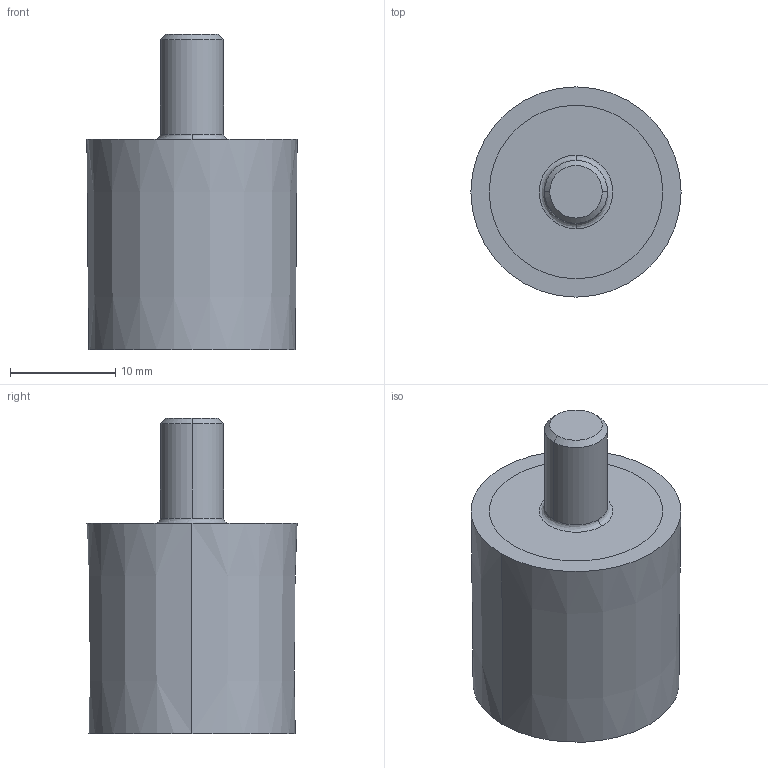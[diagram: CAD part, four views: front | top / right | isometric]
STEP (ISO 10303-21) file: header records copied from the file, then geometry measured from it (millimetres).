
FILE_DESCRIPTION (( 'STEP AP214' ), '1' );
FILE_NAME ('051dc552020mm0610.STEP', '2014-08-27T10:05:25', ( '' ), ( '' ), 'SwSTEP 2.0', 'SolidWorks 2014', '' );
FILE_SCHEMA (( 'AUTOMOTIVE_DESIGN' ));
Length unit declared in the file: millimetre
Products named in the file (1): 051dc552020mm0610
Bounding box: 20 x 20 x 30 mm (x, y, z)
Volume: 6455.7 mm3; surface area: 2697.6 mm2
Topology: 2 solids, 2 shells, 18 faces, 34 edges, 22 vertices
Faces by surface type: cylinder 6, plane 6, cone 4, bspline 2
Entity records: 805 total; most frequent: CARTESIAN_POINT 187, DIRECTION 88, ORIENTED_EDGE 68, AXIS2_PLACEMENT_3D 39, EDGE_CURVE 34, UNCERTAINTY_MEASURE_WITH_UNIT 22, VERTEX_POINT 22, CIRCLE 22
